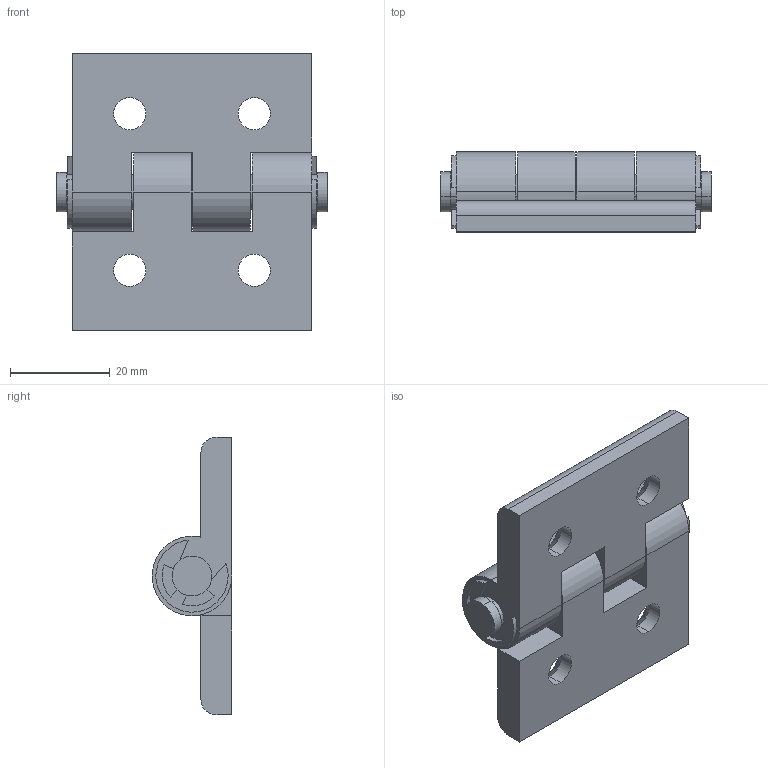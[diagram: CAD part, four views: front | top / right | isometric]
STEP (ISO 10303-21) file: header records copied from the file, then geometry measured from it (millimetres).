
FILE_DESCRIPTION (( 'STEP AP214' ), '1' );
FILE_NAME ('A815 Ïåòëÿ àëþìèíèåâàÿ 30x30.STEP', '2025-06-27T09:37:10', ( '' ), ( '' ), 'SwSTEP 2.0', 'SolidWorks 2025', '' );
FILE_SCHEMA (( 'AUTOMOTIVE_DESIGN' ));
Length unit declared in the file: millimetre
Products named in the file (4): A815 Кольцо_00; A815 Петля алюминиевая 30x30; A815 Петля, часть 30 серии_00; A815 Палец_01
Assembly tree (5 placements, depth 2):
  A815 Петля алюминиевая 30x30
    A815 Петля, часть 30 серии_00  x2
    A815 Палец_01
    A815 Кольцо_00  x2
Bounding box: 54.25 x 16 x 55.59 mm (x, y, z)
Volume: 20706.6 mm3; surface area: 11607.5 mm2
Topology: 5 solids, 5 shells, 98 faces, 250 edges, 164 vertices
Faces by surface type: cylinder 50, plane 40, cone 8
Entity records: 1812 total; most frequent: DIRECTION 318, CARTESIAN_POINT 284, ORIENTED_EDGE 268, EDGE_CURVE 134, AXIS2_PLACEMENT_3D 122, VERTEX_POINT 88, VECTOR 74, LINE 74
